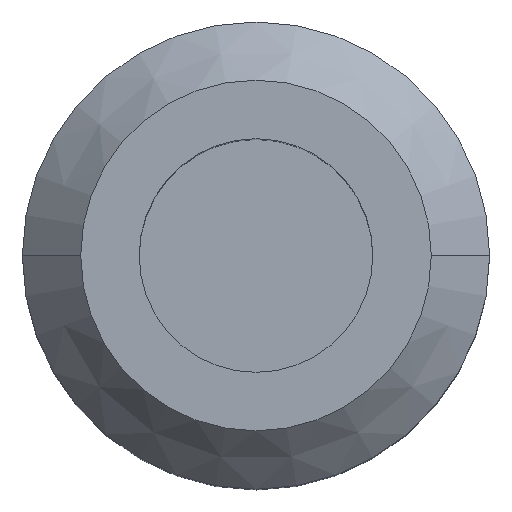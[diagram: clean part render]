
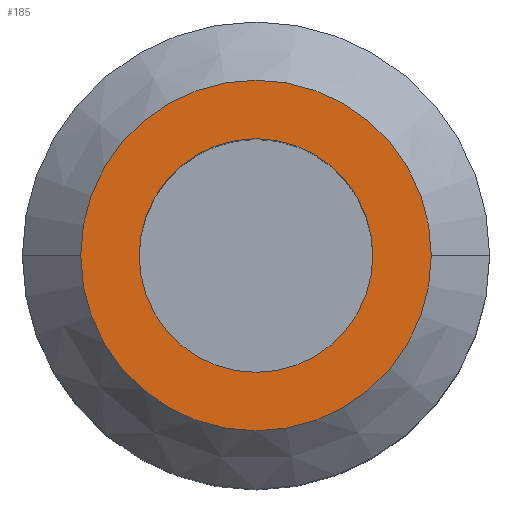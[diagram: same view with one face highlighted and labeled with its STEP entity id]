
A CAD part, top view. The second image highlights one B-rep face of the part: STEP entity #185.
In plain terms, the highlighted planar face has unit normal (0, 0, 1).
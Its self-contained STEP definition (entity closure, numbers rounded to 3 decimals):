
#47 = CARTESIAN_POINT ( 'NONE',  ( 0., 0., 107.95 ) ) ;
#90 = ORIENTED_EDGE ( 'NONE', *, *, #1521, .T. ) ;
#174 = CIRCLE ( 'NONE', #1614, 15.875 ) ;
#185 = ADVANCED_FACE ( 'NONE', ( #2227, #2791 ), #860, .T. ) ;
#301 = CARTESIAN_POINT ( 'NONE',  ( 0., 23.825, 107.95 ) ) ;
#317 = DIRECTION ( 'NONE',  ( -1., 0., 0. ) ) ;
#381 = CARTESIAN_POINT ( 'NONE',  ( 0., 0., 107.95 ) ) ;
#382 = VERTEX_POINT ( 'NONE', #3036 ) ;
#476 = AXIS2_PLACEMENT_3D ( 'NONE', #301, #1155, #1718 ) ;
#512 = CIRCLE ( 'NONE', #2557, 15.875 ) ;
#629 = CARTESIAN_POINT ( 'NONE',  ( -23.825, 0., 107.95 ) ) ;
#662 = DIRECTION ( 'NONE',  ( -1., 0., 0. ) ) ;
#860 = PLANE ( 'NONE',  #476 ) ;
#864 = AXIS2_PLACEMENT_3D ( 'NONE', #381, #2345, #662 ) ;
#1063 = EDGE_LOOP ( 'NONE', ( #90, #2511 ) ) ;
#1155 = DIRECTION ( 'NONE',  ( 0., 0., 1. ) ) ;
#1176 = CARTESIAN_POINT ( 'NONE',  ( 0., 0., 107.95 ) ) ;
#1178 = AXIS2_PLACEMENT_3D ( 'NONE', #47, #2012, #317 ) ;
#1444 = DIRECTION ( 'NONE',  ( -1., 0., 0. ) ) ;
#1521 = EDGE_CURVE ( 'NONE', #382, #3510, #174, .T. ) ;
#1607 = CARTESIAN_POINT ( 'NONE',  ( 23.825, 0., 107.95 ) ) ;
#1614 = AXIS2_PLACEMENT_3D ( 'NONE', #1176, #3135, #1444 ) ;
#1660 = CIRCLE ( 'NONE', #1178, 23.825 ) ;
#1663 = DIRECTION ( 'NONE',  ( 0., 0., -1. ) ) ;
#1718 = DIRECTION ( 'NONE',  ( 1., 0., 0. ) ) ;
#1959 = ORIENTED_EDGE ( 'NONE', *, *, #2404, .F. ) ;
#2012 = DIRECTION ( 'NONE',  ( 0., 0., -1. ) ) ;
#2103 = CIRCLE ( 'NONE', #864, 23.825 ) ;
#2227 = FACE_BOUND ( 'NONE', #1063, .T. ) ;
#2345 = DIRECTION ( 'NONE',  ( 0., 0., -1. ) ) ;
#2357 = VERTEX_POINT ( 'NONE', #629 ) ;
#2404 = EDGE_CURVE ( 'NONE', #2357, #3296, #2103, .T. ) ;
#2417 = EDGE_CURVE ( 'NONE', #3510, #382, #512, .T. ) ;
#2443 = ORIENTED_EDGE ( 'NONE', *, *, #2534, .F. ) ;
#2511 = ORIENTED_EDGE ( 'NONE', *, *, #2417, .T. ) ;
#2534 = EDGE_CURVE ( 'NONE', #3296, #2357, #1660, .T. ) ;
#2557 = AXIS2_PLACEMENT_3D ( 'NONE', #3325, #1663, #3604 ) ;
#2791 = FACE_OUTER_BOUND ( 'NONE', #3231, .T. ) ;
#3036 = CARTESIAN_POINT ( 'NONE',  ( -15.875, 0., 107.95 ) ) ;
#3135 = DIRECTION ( 'NONE',  ( 0., 0., -1. ) ) ;
#3231 = EDGE_LOOP ( 'NONE', ( #1959, #2443 ) ) ;
#3296 = VERTEX_POINT ( 'NONE', #1607 ) ;
#3325 = CARTESIAN_POINT ( 'NONE',  ( 0., 0., 107.95 ) ) ;
#3510 = VERTEX_POINT ( 'NONE', #3541 ) ;
#3541 = CARTESIAN_POINT ( 'NONE',  ( 15.875, 0., 107.95 ) ) ;
#3604 = DIRECTION ( 'NONE',  ( -1., 0., 0. ) ) ;
